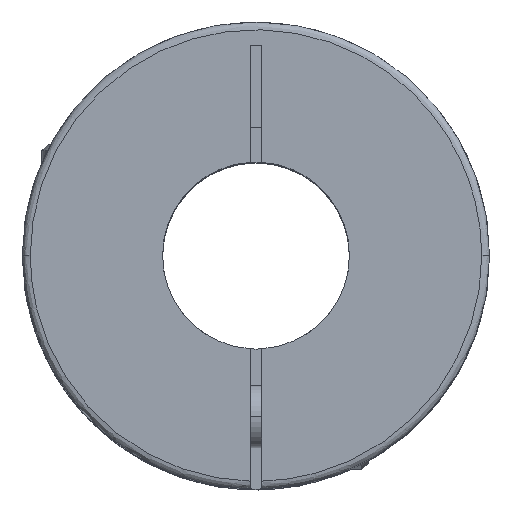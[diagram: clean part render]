
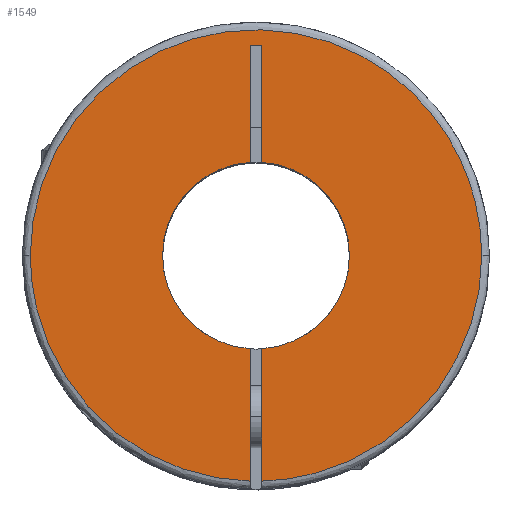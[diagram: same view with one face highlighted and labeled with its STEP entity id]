
A CAD part, top view. The second image highlights one B-rep face of the part: STEP entity #1549.
In plain terms, the highlighted planar face has unit normal (0, 0, 1).
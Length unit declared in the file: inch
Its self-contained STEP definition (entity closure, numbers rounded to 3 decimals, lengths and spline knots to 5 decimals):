
#5 = CARTESIAN_POINT ( 'NONE',  ( 1.14173, 0., 0. ) ) ;
#10 = CARTESIAN_POINT ( 'NONE',  ( 1.14173, 0., 0. ) ) ;
#16 = CARTESIAN_POINT ( 'NONE',  ( 1.14173, 0., 0. ) ) ;
#34 = FACE_OUTER_BOUND ( 'NONE', #1155, .T. ) ;
#113 = ORIENTED_EDGE ( 'NONE', *, *, #3951, .T. ) ;
#116 = VECTOR ( 'NONE', #1362, 39.37008 ) ;
#147 = DIRECTION ( 'NONE',  ( 1., 0., 0. ) ) ;
#156 = VECTOR ( 'NONE', #1131, 39.37008 ) ;
#167 = CARTESIAN_POINT ( 'NONE',  ( -0.02953, 0.47152, 0. ) ) ;
#247 = ORIENTED_EDGE ( 'NONE', *, *, #2289, .F. ) ;
#250 = CARTESIAN_POINT ( 'NONE',  ( -0.02953, -0.47152, 0. ) ) ;
#272 = DIRECTION ( 'NONE',  ( 1., 0., 0. ) ) ;
#367 = CIRCLE ( 'NONE', #3322, 0.47244 ) ;
#387 = EDGE_CURVE ( 'NONE', #3747, #1625, #747, .T. ) ;
#495 = CARTESIAN_POINT ( 'NONE',  ( -0.02953, 1.06299, 0. ) ) ;
#507 = ORIENTED_EDGE ( 'NONE', *, *, #3789, .T. ) ;
#524 =( BOUNDED_CURVE ( )  B_SPLINE_CURVE ( 3, ( #3519, #1612, #2895, #16 ),
 .UNSPECIFIED., .F., .T. ) 
 B_SPLINE_CURVE_WITH_KNOTS ( ( 4, 4 ),
 ( 0.24792, 0.75208 ),
 .UNSPECIFIED. ) 
 CURVE ( )  GEOMETRIC_REPRESENTATION_ITEM ( )  RATIONAL_B_SPLINE_CURVE ( ( 1., 0.333, 0.333, 1. ) ) 
 REPRESENTATION_ITEM ( '' )  );
#600 = CARTESIAN_POINT ( 'NONE',  ( -0.02953, -1.14135, 0. ) ) ;
#603 = CARTESIAN_POINT ( 'NONE',  ( 0.68448, -1.12441, 0. ) ) ;
#724 = DIRECTION ( 'NONE',  ( 0., -1., 0. ) ) ;
#743 = VECTOR ( 'NONE', #147, 39.37008 ) ;
#747 = CIRCLE ( 'NONE', #3303, 0.47244 ) ;
#760 = EDGE_CURVE ( 'NONE', #1098, #1413, #3126, .T. ) ;
#786 = CARTESIAN_POINT ( 'NONE',  ( -0.02953, -1.14135, 0. ) ) ;
#888 = CARTESIAN_POINT ( 'NONE',  ( -1.14173, 0., 0. ) ) ;
#922 = ORIENTED_EDGE ( 'NONE', *, *, #1283, .T. ) ;
#926 =( BOUNDED_CURVE ( )  B_SPLINE_CURVE ( 3, ( #600, #3728, #3160, #888 ),
 .UNSPECIFIED., .F., .F. ) 
 B_SPLINE_CURVE_WITH_KNOTS ( ( 4, 4 ),
 ( 0., 0.24792 ),
 .UNSPECIFIED. ) 
 CURVE ( )  GEOMETRIC_REPRESENTATION_ITEM ( )  RATIONAL_B_SPLINE_CURVE ( ( 1., 0.811, 0.811, 1. ) ) 
 REPRESENTATION_ITEM ( '' )  );
#952 = ORIENTED_EDGE ( 'NONE', *, *, #760, .F. ) ;
#973 = DIRECTION ( 'NONE',  ( 0., 0., 1. ) ) ;
#991 = DIRECTION ( 'NONE',  ( 0., 0., -1. ) ) ;
#1098 = VERTEX_POINT ( 'NONE', #5 ) ;
#1116 = CARTESIAN_POINT ( 'NONE',  ( 0.02953, 0., 0. ) ) ;
#1131 = DIRECTION ( 'NONE',  ( 0., 1., 0. ) ) ;
#1142 = VERTEX_POINT ( 'NONE', #250 ) ;
#1155 = EDGE_LOOP ( 'NONE', ( #113, #247, #3636, #922, #1461, #1710, #507, #3843, #952, #1369, #3563 ) ) ;
#1219 = CARTESIAN_POINT ( 'NONE',  ( 1.14173, -0.65518, 0. ) ) ;
#1277 = VERTEX_POINT ( 'NONE', #167 ) ;
#1283 = EDGE_CURVE ( 'NONE', #2318, #3988, #2357, .T. ) ;
#1362 = DIRECTION ( 'NONE',  ( 0., -1., 0. ) ) ;
#1369 = ORIENTED_EDGE ( 'NONE', *, *, #2226, .F. ) ;
#1413 = VERTEX_POINT ( 'NONE', #3635 ) ;
#1440 = DIRECTION ( 'NONE',  ( 0., 1., 0. ) ) ;
#1461 = ORIENTED_EDGE ( 'NONE', *, *, #2463, .F. ) ;
#1549 = ADVANCED_FACE ( 'NONE', ( #34 ), #1591, .F. ) ;
#1582 = CARTESIAN_POINT ( 'NONE',  ( 0., 0., 0. ) ) ;
#1591 = PLANE ( 'NONE',  #2925 ) ;
#1612 = CARTESIAN_POINT ( 'NONE',  ( -1.14173, 2.28346, 0. ) ) ;
#1624 = CARTESIAN_POINT ( 'NONE',  ( -0.02953, 0., 0. ) ) ;
#1625 = VERTEX_POINT ( 'NONE', #2474 ) ;
#1637 = DIRECTION ( 'NONE',  ( 1., 0., 0. ) ) ;
#1710 = ORIENTED_EDGE ( 'NONE', *, *, #387, .T. ) ;
#1836 = DIRECTION ( 'NONE',  ( 0., 0., -1. ) ) ;
#1924 = DIRECTION ( 'NONE',  ( -1., 0., 0. ) ) ;
#1947 = CARTESIAN_POINT ( 'NONE',  ( 0., 0., 0. ) ) ;
#2226 = EDGE_CURVE ( 'NONE', #3031, #1098, #524, .T. ) ;
#2289 = EDGE_CURVE ( 'NONE', #1277, #1142, #367, .T. ) ;
#2316 = CARTESIAN_POINT ( 'NONE',  ( -0.02953, 1.06299, 0. ) ) ;
#2318 = VERTEX_POINT ( 'NONE', #2316 ) ;
#2357 = LINE ( 'NONE', #2435, #743 ) ;
#2381 = VERTEX_POINT ( 'NONE', #2628 ) ;
#2428 = VERTEX_POINT ( 'NONE', #786 ) ;
#2435 = CARTESIAN_POINT ( 'NONE',  ( 0.02953, 1.06299, 0. ) ) ;
#2463 = EDGE_CURVE ( 'NONE', #3747, #3988, #3852, .T. ) ;
#2474 = CARTESIAN_POINT ( 'NONE',  ( 0.47244, 0., 0. ) ) ;
#2628 = CARTESIAN_POINT ( 'NONE',  ( 0.02953, -0.47152, 0. ) ) ;
#2681 = EDGE_CURVE ( 'NONE', #2381, #1413, #3228, .T. ) ;
#2825 = AXIS2_PLACEMENT_3D ( 'NONE', #1582, #2829, #3685 ) ;
#2829 = DIRECTION ( 'NONE',  ( 0., 0., -1. ) ) ;
#2895 = CARTESIAN_POINT ( 'NONE',  ( 1.14173, 2.28346, 0. ) ) ;
#2925 = AXIS2_PLACEMENT_3D ( 'NONE', #3134, #991, #1924 ) ;
#3031 = VERTEX_POINT ( 'NONE', #3973 ) ;
#3126 =( BOUNDED_CURVE ( )  B_SPLINE_CURVE ( 3, ( #10, #1219, #603, #4001 ),
 .UNSPECIFIED., .F., .F. ) 
 B_SPLINE_CURVE_WITH_KNOTS ( ( 4, 4 ),
 ( 0.75208, 1. ),
 .UNSPECIFIED. ) 
 CURVE ( )  GEOMETRIC_REPRESENTATION_ITEM ( )  RATIONAL_B_SPLINE_CURVE ( ( 1., 0.811, 0.811, 1. ) ) 
 REPRESENTATION_ITEM ( '' )  );
#3134 = CARTESIAN_POINT ( 'NONE',  ( 0., 0., 0. ) ) ;
#3145 = VECTOR ( 'NONE', #1440, 39.37008 ) ;
#3160 = CARTESIAN_POINT ( 'NONE',  ( -1.14173, -0.65518, 0. ) ) ;
#3223 = CIRCLE ( 'NONE', #2825, 0.47244 ) ;
#3228 = LINE ( 'NONE', #3773, #3521 ) ;
#3303 = AXIS2_PLACEMENT_3D ( 'NONE', #3710, #1836, #272 ) ;
#3322 = AXIS2_PLACEMENT_3D ( 'NONE', #1947, #973, #1637 ) ;
#3405 = CARTESIAN_POINT ( 'NONE',  ( 0.02953, 0.47152, 0. ) ) ;
#3506 = LINE ( 'NONE', #1624, #116 ) ;
#3519 = CARTESIAN_POINT ( 'NONE',  ( -1.14173, 0., 0. ) ) ;
#3521 = VECTOR ( 'NONE', #724, 39.37008 ) ;
#3563 = ORIENTED_EDGE ( 'NONE', *, *, #3620, .F. ) ;
#3570 = EDGE_CURVE ( 'NONE', #2318, #1277, #3506, .T. ) ;
#3620 = EDGE_CURVE ( 'NONE', #2428, #3031, #926, .T. ) ;
#3635 = CARTESIAN_POINT ( 'NONE',  ( 0.02953, -1.14135, 0. ) ) ;
#3636 = ORIENTED_EDGE ( 'NONE', *, *, #3570, .F. ) ;
#3679 = CARTESIAN_POINT ( 'NONE',  ( 0.02953, 1.06299, 0. ) ) ;
#3685 = DIRECTION ( 'NONE',  ( 1., 0., 0. ) ) ;
#3710 = CARTESIAN_POINT ( 'NONE',  ( 0., 0., 0. ) ) ;
#3728 = CARTESIAN_POINT ( 'NONE',  ( -0.68448, -1.12441, 0. ) ) ;
#3747 = VERTEX_POINT ( 'NONE', #3405 ) ;
#3773 = CARTESIAN_POINT ( 'NONE',  ( 0.02953, -1.1811, 0. ) ) ;
#3789 = EDGE_CURVE ( 'NONE', #1625, #2381, #3223, .T. ) ;
#3843 = ORIENTED_EDGE ( 'NONE', *, *, #2681, .T. ) ;
#3852 = LINE ( 'NONE', #1116, #156 ) ;
#3951 = EDGE_CURVE ( 'NONE', #2428, #1142, #3985, .T. ) ;
#3973 = CARTESIAN_POINT ( 'NONE',  ( -1.14173, 0., 0. ) ) ;
#3985 = LINE ( 'NONE', #495, #3145 ) ;
#3988 = VERTEX_POINT ( 'NONE', #3679 ) ;
#4001 = CARTESIAN_POINT ( 'NONE',  ( 0.02953, -1.14135, 0. ) ) ;
